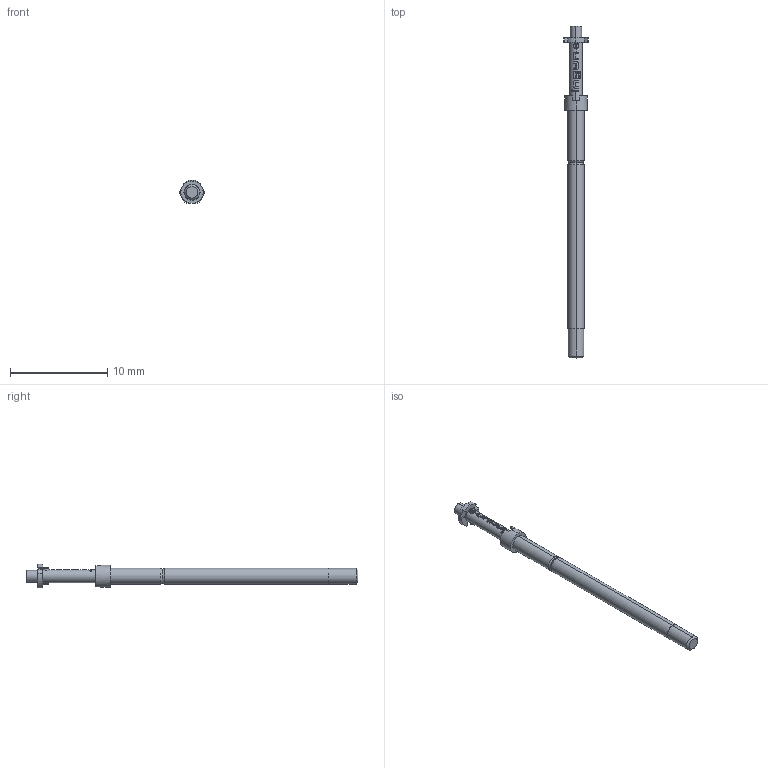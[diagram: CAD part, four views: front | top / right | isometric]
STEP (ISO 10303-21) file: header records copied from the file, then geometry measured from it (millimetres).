
FILE_DESCRIPTION (( 'STEP AP203' ), '1' );
FILE_NAME ('INGUN_T-912_302_120_120_250_X_xx02_M_0.STEP', '2016-05-17T08:10:04', ( '' ), ( '' ), 'SwSTEP 2.0', 'SolidWorks 2014', '' );
FILE_SCHEMA (( 'CONFIG_CONTROL_DESIGN' ));
Length unit declared in the file: millimetre
Products named in the file (2): INGUN_T-912_302_120_120_250_X_xx02_M_0
Bounding box: 2.49 x 34.2 x 2.45 mm (x, y, z)
Volume: 70.6 mm3; surface area: 192.9 mm2
Topology: 1 solids, 1 shells, 153 faces, 426 edges, 280 vertices
Faces by surface type: plane 73, cylinder 43, bspline 22, cone 11, torus 4
Entity records: 5401 total; most frequent: CARTESIAN_POINT 1445, ORIENTED_EDGE 852, DIRECTION 738, EDGE_CURVE 426, AXIS2_PLACEMENT_3D 281, VERTEX_POINT 280, LINE 176, VECTOR 176
